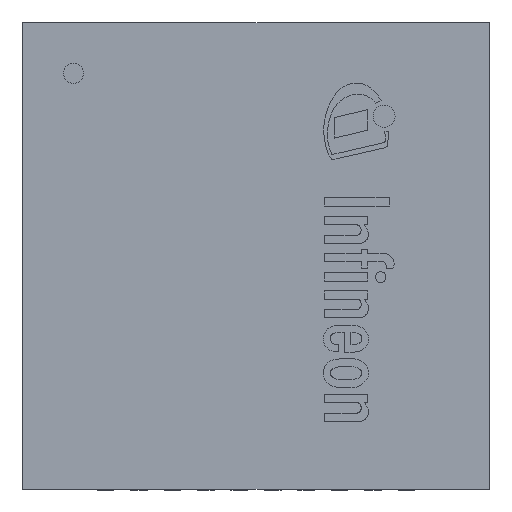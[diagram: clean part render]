
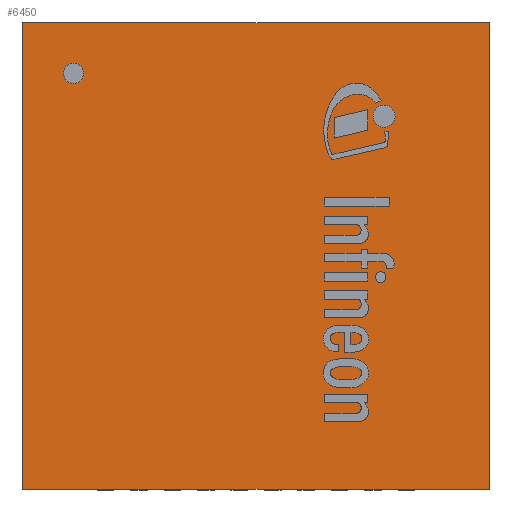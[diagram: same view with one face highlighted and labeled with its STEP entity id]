
A CAD part, top view. The second image highlights one B-rep face of the part: STEP entity #6450.
In plain terms, the highlighted planar face has unit normal (0, 0, 1).
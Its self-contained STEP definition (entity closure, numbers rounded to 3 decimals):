
#198=FACE_BOUND('',#994,.T.);
#207=PLANE('',#6946);
#563=FACE_OUTER_BOUND('',#993,.T.);
#993=EDGE_LOOP('',(#4590,#4591,#4592,#4593));
#994=EDGE_LOOP('',(#4594));
#1426=LINE('',#9292,#2185);
#1430=LINE('',#9299,#2189);
#1433=LINE('',#9305,#2192);
#1435=LINE('',#9308,#2194);
#2185=VECTOR('',#7478,1000.);
#2189=VECTOR('',#7484,1000.);
#2192=VECTOR('',#7489,1000.);
#2194=VECTOR('',#7493,1000.);
#2942=CIRCLE('',#6941,0.15);
#3056=VERTEX_POINT('',#9282);
#3059=VERTEX_POINT('',#9289);
#3060=VERTEX_POINT('',#9291);
#3062=VERTEX_POINT('',#9297);
#3064=VERTEX_POINT('',#9303);
#3663=EDGE_CURVE('',#3056,#3056,#2942,.T.);
#3666=EDGE_CURVE('',#3060,#3059,#1426,.T.);
#3670=EDGE_CURVE('',#3059,#3062,#1430,.T.);
#3673=EDGE_CURVE('',#3062,#3064,#1433,.T.);
#3675=EDGE_CURVE('',#3064,#3060,#1435,.T.);
#4590=ORIENTED_EDGE('',*,*,#3666,.T.);
#4591=ORIENTED_EDGE('',*,*,#3670,.T.);
#4592=ORIENTED_EDGE('',*,*,#3673,.T.);
#4593=ORIENTED_EDGE('',*,*,#3675,.T.);
#4594=ORIENTED_EDGE('',*,*,#3663,.F.);
#6450=ADVANCED_FACE('',(#563,#198),#207,.T.);
#6941=AXIS2_PLACEMENT_3D('',#9284,#7472,#7473);
#6946=AXIS2_PLACEMENT_3D('',#9309,#7494,#7495);
#7472=DIRECTION('center_axis',(0.,0.,1.));
#7473=DIRECTION('ref_axis',(0.,-1.,0.));
#7478=DIRECTION('',(1.,0.,0.));
#7484=DIRECTION('',(0.,1.,0.));
#7489=DIRECTION('',(-1.,0.,0.));
#7493=DIRECTION('',(0.,-1.,0.));
#7494=DIRECTION('center_axis',(0.,0.,1.));
#7495=DIRECTION('ref_axis',(0.,-1.,0.));
#9282=CARTESIAN_POINT('',(-2.73,2.88,0.9));
#9284=CARTESIAN_POINT('Origin',(-2.73,2.73,0.9));
#9289=CARTESIAN_POINT('',(3.49,-3.49,0.9));
#9291=CARTESIAN_POINT('',(-3.49,-3.49,0.9));
#9292=CARTESIAN_POINT('',(3.49,-3.49,0.9));
#9297=CARTESIAN_POINT('',(3.49,3.49,0.9));
#9299=CARTESIAN_POINT('',(3.49,3.49,0.9));
#9303=CARTESIAN_POINT('',(-3.49,3.49,0.9));
#9305=CARTESIAN_POINT('',(3.49,3.49,0.9));
#9308=CARTESIAN_POINT('',(-3.49,3.49,0.9));
#9309=CARTESIAN_POINT('Origin',(0.,0.,0.9));
